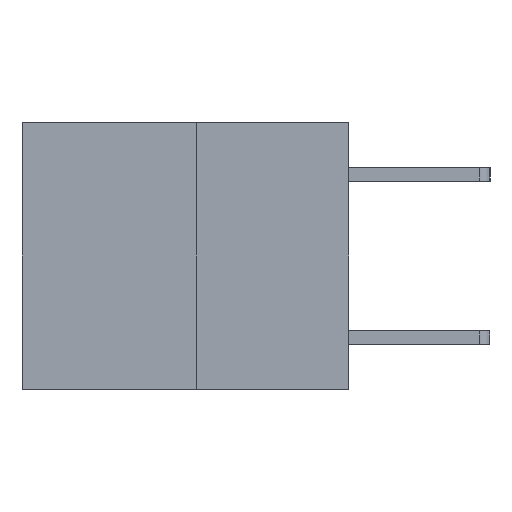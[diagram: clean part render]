
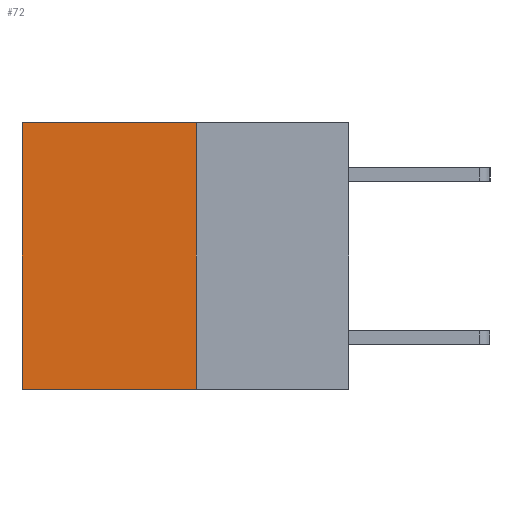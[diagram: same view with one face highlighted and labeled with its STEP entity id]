
A CAD part, left-side view. The second image highlights one B-rep face of the part: STEP entity #72.
In plain terms, the highlighted planar face has unit normal (-1, 0, 0).
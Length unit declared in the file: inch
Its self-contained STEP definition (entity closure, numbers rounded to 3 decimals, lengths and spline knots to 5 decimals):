
#72 = ADVANCED_FACE ( 'NONE', ( #1372 ), #8186, .F. ) ;
#96 = CARTESIAN_POINT ( 'NONE',  ( 0.3165, 0.28, -0.49 ) ) ;
#371 = VECTOR ( 'NONE', #8734, 39.37008 ) ;
#602 = EDGE_CURVE ( 'NONE', #3636, #4239, #2034, .T. ) ;
#893 = DIRECTION ( 'NONE',  ( 0., 1., 0. ) ) ;
#1203 = VECTOR ( 'NONE', #6121, 39.37008 ) ;
#1372 = FACE_OUTER_BOUND ( 'NONE', #9258, .T. ) ;
#1617 = ORIENTED_EDGE ( 'NONE', *, *, #7644, .F. ) ;
#2034 = LINE ( 'NONE', #8584, #5131 ) ;
#2240 = EDGE_CURVE ( 'NONE', #7018, #6534, #6640, .T. ) ;
#2373 = LINE ( 'NONE', #5257, #8840 ) ;
#3324 = DIRECTION ( 'NONE',  ( 0., 0., -1. ) ) ;
#3636 = VERTEX_POINT ( 'NONE', #5376 ) ;
#3777 = DIRECTION ( 'NONE',  ( 0., 0., -1. ) ) ;
#4048 = CARTESIAN_POINT ( 'NONE',  ( 0.3165, 0.28, 0. ) ) ;
#4239 = VERTEX_POINT ( 'NONE', #7749 ) ;
#5131 = VECTOR ( 'NONE', #3324, 39.37008 ) ;
#5257 = CARTESIAN_POINT ( 'NONE',  ( 0.3165, 0.28, -0.49 ) ) ;
#5365 = ORIENTED_EDGE ( 'NONE', *, *, #2240, .F. ) ;
#5370 = CARTESIAN_POINT ( 'NONE',  ( 0.3165, 0.28, -0.49 ) ) ;
#5376 = CARTESIAN_POINT ( 'NONE',  ( 0.3165, 0.6, 0. ) ) ;
#5489 = EDGE_CURVE ( 'NONE', #7018, #3636, #7970, .T. ) ;
#5659 = ORIENTED_EDGE ( 'NONE', *, *, #5489, .T. ) ;
#5762 = CARTESIAN_POINT ( 'NONE',  ( 0.3165, 0.28, 0. ) ) ;
#6121 = DIRECTION ( 'NONE',  ( 0., 0., -1. ) ) ;
#6335 = CARTESIAN_POINT ( 'NONE',  ( 0.3165, 0.28, -0.49 ) ) ;
#6534 = VERTEX_POINT ( 'NONE', #6335 ) ;
#6640 = LINE ( 'NONE', #5370, #1203 ) ;
#7018 = VERTEX_POINT ( 'NONE', #4048 ) ;
#7587 = DIRECTION ( 'NONE',  ( 1., 0., 0. ) ) ;
#7644 = EDGE_CURVE ( 'NONE', #6534, #4239, #2373, .T. ) ;
#7663 = ORIENTED_EDGE ( 'NONE', *, *, #602, .T. ) ;
#7749 = CARTESIAN_POINT ( 'NONE',  ( 0.3165, 0.6, -0.49 ) ) ;
#7970 = LINE ( 'NONE', #5762, #371 ) ;
#8186 = PLANE ( 'NONE',  #8571 ) ;
#8571 = AXIS2_PLACEMENT_3D ( 'NONE', #96, #7587, #3777 ) ;
#8584 = CARTESIAN_POINT ( 'NONE',  ( 0.3165, 0.6, -0.49 ) ) ;
#8734 = DIRECTION ( 'NONE',  ( 0., 1., 0. ) ) ;
#8840 = VECTOR ( 'NONE', #893, 39.37008 ) ;
#9258 = EDGE_LOOP ( 'NONE', ( #7663, #1617, #5365, #5659 ) ) ;
